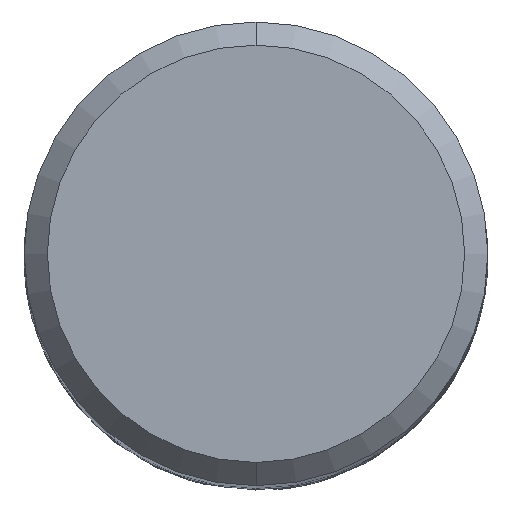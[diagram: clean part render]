
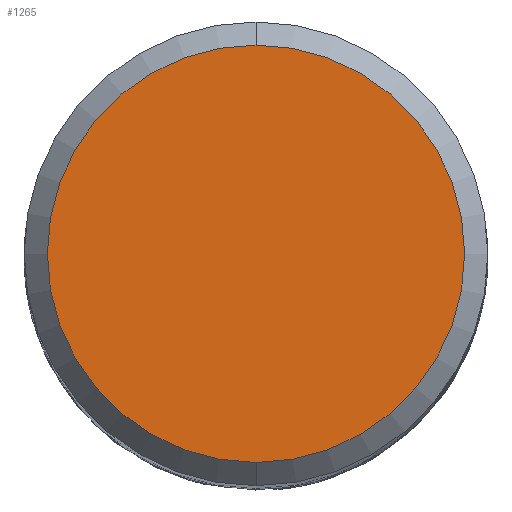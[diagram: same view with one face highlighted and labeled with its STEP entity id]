
A CAD part, top view. The second image highlights one B-rep face of the part: STEP entity #1265.
In plain terms, the highlighted planar face has unit normal (0, 0, 1).
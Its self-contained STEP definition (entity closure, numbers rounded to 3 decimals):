
#597=EDGE_CURVE('',#973,#1083,#1636,.T.);
#797=EDGE_CURVE('',#1083,#973,#1855,.T.);
#973=VERTEX_POINT('',#2047);
#1083=VERTEX_POINT('',#2164);
#1265=ADVANCED_FACE('',(#2366),#2367,.T.);
#1636=CIRCLE('',#3197,7.2);
#1855=CIRCLE('',#5834,7.2);
#2047=CARTESIAN_POINT('',(0.0,7.2,0.0));
#2164=CARTESIAN_POINT('',(0.,-7.2,0.0));
#2366=FACE_OUTER_BOUND('',#9831,.T.);
#2367=PLANE('',#9832);
#3197=AXIS2_PLACEMENT_3D('',#11498,#11499,#11500);
#5834=AXIS2_PLACEMENT_3D('',#11714,#11715,#11716);
#9831=EDGE_LOOP('',(#12288,#12289));
#9832=AXIS2_PLACEMENT_3D('',#12290,#12291,#12292);
#11498=CARTESIAN_POINT('',(0.0,0.0,0.0));
#11499=DIRECTION('',(0.0,0.0,-1.0));
#11500=DIRECTION('',(0.0,1.0,0.0));
#11714=CARTESIAN_POINT('',(0.0,0.0,0.0));
#11715=DIRECTION('',(0.0,0.0,-1.0));
#11716=DIRECTION('',(0.0,1.0,0.0));
#12288=ORIENTED_EDGE('',*,*,#597,.F.);
#12289=ORIENTED_EDGE('',*,*,#797,.F.);
#12290=CARTESIAN_POINT('',(0.0,3.6,0.0));
#12291=DIRECTION('',(-0.0,0.0,1.0));
#12292=DIRECTION('',(0.0,-1.0,0.0));
